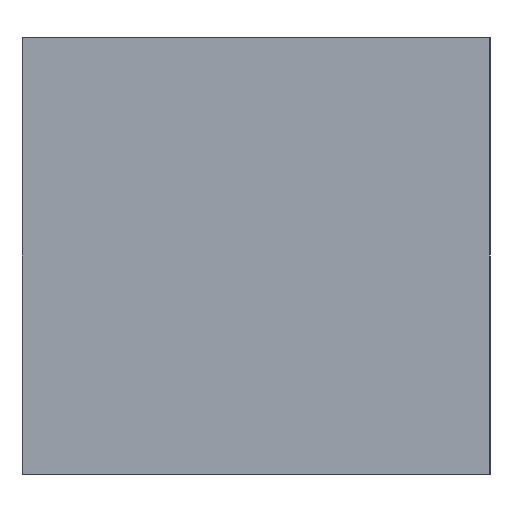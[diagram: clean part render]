
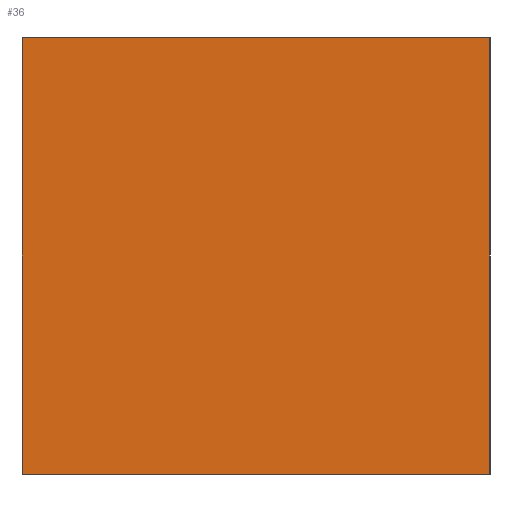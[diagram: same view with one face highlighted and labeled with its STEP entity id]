
A CAD part, left-side view. The second image highlights one B-rep face of the part: STEP entity #36.
In plain terms, the highlighted planar face has unit normal (-1, 0, 0).
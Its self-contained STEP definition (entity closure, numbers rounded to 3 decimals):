
#36 = ADVANCED_FACE('',(#37),#51,.F.);
#37 = FACE_BOUND('',#38,.F.);
#38 = EDGE_LOOP('',(#39,#74,#102,#130));
#39 = ORIENTED_EDGE('',*,*,#40,.F.);
#40 = EDGE_CURVE('',#41,#43,#45,.T.);
#41 = VERTEX_POINT('',#42);
#42 = CARTESIAN_POINT('',(0.,0.,0.));
#43 = VERTEX_POINT('',#44);
#44 = CARTESIAN_POINT('',(0.,0.,0.28));
#45 = SURFACE_CURVE('',#46,(#50,#62),.PCURVE_S1.);
#46 = LINE('',#47,#48);
#47 = CARTESIAN_POINT('',(0.,0.,0.));
#48 = VECTOR('',#49,1.);
#49 = DIRECTION('',(0.,0.,1.));
#50 = PCURVE('',#51,#56);
#51 = PLANE('',#52);
#52 = AXIS2_PLACEMENT_3D('',#53,#54,#55);
#53 = CARTESIAN_POINT('',(0.,0.,0.));
#54 = DIRECTION('',(1.,0.,-0.));
#55 = DIRECTION('',(0.,0.,1.));
#56 = DEFINITIONAL_REPRESENTATION('',(#57),#61);
#57 = LINE('',#58,#59);
#58 = CARTESIAN_POINT('',(0.,0.));
#59 = VECTOR('',#60,1.);
#60 = DIRECTION('',(1.,0.));
#61 = ( GEOMETRIC_REPRESENTATION_CONTEXT(2) 
PARAMETRIC_REPRESENTATION_CONTEXT() REPRESENTATION_CONTEXT('2D SPACE',''
  ) );
#62 = PCURVE('',#63,#68);
#63 = PLANE('',#64);
#64 = AXIS2_PLACEMENT_3D('',#65,#66,#67);
#65 = CARTESIAN_POINT('',(0.,0.,0.));
#66 = DIRECTION('',(-0.,1.,0.));
#67 = DIRECTION('',(0.,0.,1.));
#68 = DEFINITIONAL_REPRESENTATION('',(#69),#73);
#69 = LINE('',#70,#71);
#70 = CARTESIAN_POINT('',(0.,0.));
#71 = VECTOR('',#72,1.);
#72 = DIRECTION('',(1.,0.));
#73 = ( GEOMETRIC_REPRESENTATION_CONTEXT(2) 
PARAMETRIC_REPRESENTATION_CONTEXT() REPRESENTATION_CONTEXT('2D SPACE',''
  ) );
#74 = ORIENTED_EDGE('',*,*,#75,.T.);
#75 = EDGE_CURVE('',#41,#76,#78,.T.);
#76 = VERTEX_POINT('',#77);
#77 = CARTESIAN_POINT('',(0.,0.3,0.));
#78 = SURFACE_CURVE('',#79,(#83,#90),.PCURVE_S1.);
#79 = LINE('',#80,#81);
#80 = CARTESIAN_POINT('',(0.,0.,0.));
#81 = VECTOR('',#82,1.);
#82 = DIRECTION('',(-0.,1.,0.));
#83 = PCURVE('',#51,#84);
#84 = DEFINITIONAL_REPRESENTATION('',(#85),#89);
#85 = LINE('',#86,#87);
#86 = CARTESIAN_POINT('',(0.,0.));
#87 = VECTOR('',#88,1.);
#88 = DIRECTION('',(0.,-1.));
#89 = ( GEOMETRIC_REPRESENTATION_CONTEXT(2) 
PARAMETRIC_REPRESENTATION_CONTEXT() REPRESENTATION_CONTEXT('2D SPACE',''
  ) );
#90 = PCURVE('',#91,#96);
#91 = PLANE('',#92);
#92 = AXIS2_PLACEMENT_3D('',#93,#94,#95);
#93 = CARTESIAN_POINT('',(0.,0.,0.));
#94 = DIRECTION('',(0.,0.,1.));
#95 = DIRECTION('',(1.,0.,-0.));
#96 = DEFINITIONAL_REPRESENTATION('',(#97),#101);
#97 = LINE('',#98,#99);
#98 = CARTESIAN_POINT('',(0.,0.));
#99 = VECTOR('',#100,1.);
#100 = DIRECTION('',(0.,1.));
#101 = ( GEOMETRIC_REPRESENTATION_CONTEXT(2) 
PARAMETRIC_REPRESENTATION_CONTEXT() REPRESENTATION_CONTEXT('2D SPACE',''
  ) );
#102 = ORIENTED_EDGE('',*,*,#103,.T.);
#103 = EDGE_CURVE('',#76,#104,#106,.T.);
#104 = VERTEX_POINT('',#105);
#105 = CARTESIAN_POINT('',(0.,0.3,0.28));
#106 = SURFACE_CURVE('',#107,(#111,#118),.PCURVE_S1.);
#107 = LINE('',#108,#109);
#108 = CARTESIAN_POINT('',(0.,0.3,0.));
#109 = VECTOR('',#110,1.);
#110 = DIRECTION('',(0.,0.,1.));
#111 = PCURVE('',#51,#112);
#112 = DEFINITIONAL_REPRESENTATION('',(#113),#117);
#113 = LINE('',#114,#115);
#114 = CARTESIAN_POINT('',(0.,-0.3));
#115 = VECTOR('',#116,1.);
#116 = DIRECTION('',(1.,0.));
#117 = ( GEOMETRIC_REPRESENTATION_CONTEXT(2) 
PARAMETRIC_REPRESENTATION_CONTEXT() REPRESENTATION_CONTEXT('2D SPACE',''
  ) );
#118 = PCURVE('',#119,#124);
#119 = PLANE('',#120);
#120 = AXIS2_PLACEMENT_3D('',#121,#122,#123);
#121 = CARTESIAN_POINT('',(0.,0.3,0.));
#122 = DIRECTION('',(-0.,1.,0.));
#123 = DIRECTION('',(0.,0.,1.));
#124 = DEFINITIONAL_REPRESENTATION('',(#125),#129);
#125 = LINE('',#126,#127);
#126 = CARTESIAN_POINT('',(0.,0.));
#127 = VECTOR('',#128,1.);
#128 = DIRECTION('',(1.,0.));
#129 = ( GEOMETRIC_REPRESENTATION_CONTEXT(2) 
PARAMETRIC_REPRESENTATION_CONTEXT() REPRESENTATION_CONTEXT('2D SPACE',''
  ) );
#130 = ORIENTED_EDGE('',*,*,#131,.F.);
#131 = EDGE_CURVE('',#43,#104,#132,.T.);
#132 = SURFACE_CURVE('',#133,(#137,#144),.PCURVE_S1.);
#133 = LINE('',#134,#135);
#134 = CARTESIAN_POINT('',(0.,0.,0.28));
#135 = VECTOR('',#136,1.);
#136 = DIRECTION('',(-0.,1.,0.));
#137 = PCURVE('',#51,#138);
#138 = DEFINITIONAL_REPRESENTATION('',(#139),#143);
#139 = LINE('',#140,#141);
#140 = CARTESIAN_POINT('',(0.28,0.));
#141 = VECTOR('',#142,1.);
#142 = DIRECTION('',(0.,-1.));
#143 = ( GEOMETRIC_REPRESENTATION_CONTEXT(2) 
PARAMETRIC_REPRESENTATION_CONTEXT() REPRESENTATION_CONTEXT('2D SPACE',''
  ) );
#144 = PCURVE('',#145,#150);
#145 = PLANE('',#146);
#146 = AXIS2_PLACEMENT_3D('',#147,#148,#149);
#147 = CARTESIAN_POINT('',(0.,0.,0.28));
#148 = DIRECTION('',(0.,0.,1.));
#149 = DIRECTION('',(1.,0.,-0.));
#150 = DEFINITIONAL_REPRESENTATION('',(#151),#155);
#151 = LINE('',#152,#153);
#152 = CARTESIAN_POINT('',(0.,0.));
#153 = VECTOR('',#154,1.);
#154 = DIRECTION('',(0.,1.));
#155 = ( GEOMETRIC_REPRESENTATION_CONTEXT(2) 
PARAMETRIC_REPRESENTATION_CONTEXT() REPRESENTATION_CONTEXT('2D SPACE',''
  ) );
